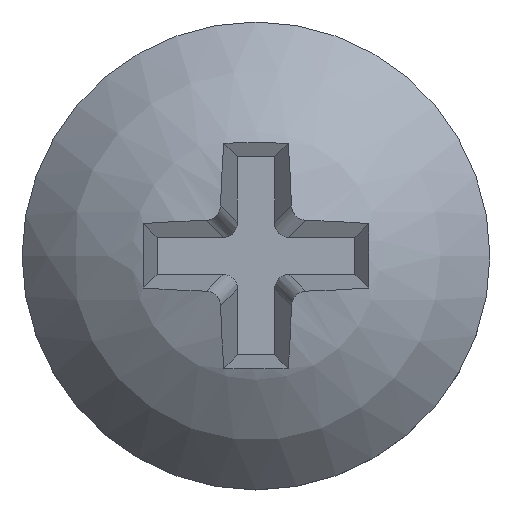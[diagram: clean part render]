
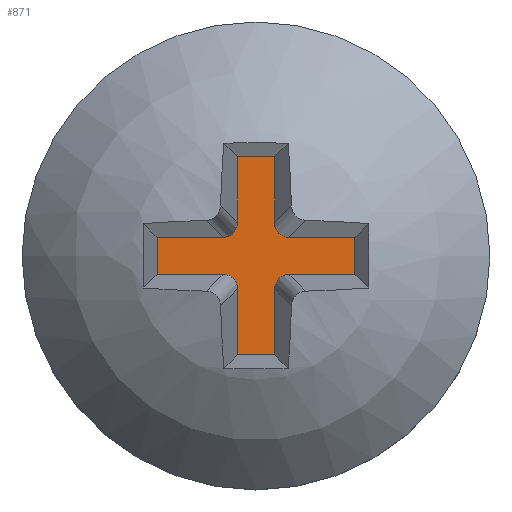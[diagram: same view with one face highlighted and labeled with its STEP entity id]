
A CAD part, top view. The second image highlights one B-rep face of the part: STEP entity #871.
In plain terms, the highlighted planar face has unit normal (0, 0, 1).
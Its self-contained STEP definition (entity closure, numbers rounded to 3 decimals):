
#369 = EDGE_CURVE('',#370,#372,#374,.T.);
#370 = VERTEX_POINT('',#371);
#371 = CARTESIAN_POINT('',(-0.677,0.127,3.95));
#372 = VERTEX_POINT('',#373);
#373 = CARTESIAN_POINT('',(-0.225,0.127,3.95));
#374 = LINE('',#375,#376);
#375 = CARTESIAN_POINT('',(-0.8,0.127,3.95));
#376 = VECTOR('',#377,1.);
#377 = DIRECTION('',(1.,0.,0.));
#403 = VERTEX_POINT('',#404);
#404 = CARTESIAN_POINT('',(-0.127,0.225,3.95));
#412 = EDGE_CURVE('',#372,#403,#413,.T.);
#413 = B_SPLINE_CURVE_WITH_KNOTS('',7,(#414,#415,#416,#417,#418,#419,
    #420,#421,#422,#423,#424,#425,#426,#427),.UNSPECIFIED.,.F.,.F.,(8,6,
    8),(0.,0.499,1.),.UNSPECIFIED.);
#414 = CARTESIAN_POINT('',(-0.225,0.127,3.95));
#415 = CARTESIAN_POINT('',(-0.215,0.127,3.95));
#416 = CARTESIAN_POINT('',(-0.204,0.128,3.95));
#417 = CARTESIAN_POINT('',(-0.194,0.13,3.95));
#418 = CARTESIAN_POINT('',(-0.183,0.134,3.95));
#419 = CARTESIAN_POINT('',(-0.173,0.14,3.95));
#420 = CARTESIAN_POINT('',(-0.164,0.147,3.95));
#421 = CARTESIAN_POINT('',(-0.147,0.163,3.95));
#422 = CARTESIAN_POINT('',(-0.14,0.173,3.95));
#423 = CARTESIAN_POINT('',(-0.134,0.183,3.95));
#424 = CARTESIAN_POINT('',(-0.13,0.194,3.95));
#425 = CARTESIAN_POINT('',(-0.128,0.204,3.95));
#426 = CARTESIAN_POINT('',(-0.127,0.215,3.95));
#427 = CARTESIAN_POINT('',(-0.127,0.225,3.95));
#450 = VERTEX_POINT('',#451);
#451 = CARTESIAN_POINT('',(-0.677,-0.127,3.95));
#459 = EDGE_CURVE('',#450,#370,#460,.T.);
#460 = LINE('',#461,#462);
#461 = CARTESIAN_POINT('',(-0.677,-0.25,3.95));
#462 = VECTOR('',#463,1.);
#463 = DIRECTION('',(0.,1.,0.));
#475 = VERTEX_POINT('',#476);
#476 = CARTESIAN_POINT('',(-0.127,0.677,3.95));
#481 = EDGE_CURVE('',#475,#403,#482,.T.);
#482 = LINE('',#483,#484);
#483 = CARTESIAN_POINT('',(-0.127,0.8,3.95));
#484 = VECTOR('',#485,1.);
#485 = DIRECTION('',(0.,-1.,0.));
#498 = VERTEX_POINT('',#499);
#499 = CARTESIAN_POINT('',(0.127,0.677,3.95));
#504 = EDGE_CURVE('',#498,#475,#505,.T.);
#505 = LINE('',#506,#507);
#506 = CARTESIAN_POINT('',(0.25,0.677,3.95));
#507 = VECTOR('',#508,1.);
#508 = DIRECTION('',(-1.,0.,0.));
#546 = VERTEX_POINT('',#547);
#547 = CARTESIAN_POINT('',(0.127,0.225,3.95));
#555 = EDGE_CURVE('',#546,#498,#556,.T.);
#556 = LINE('',#557,#558);
#557 = CARTESIAN_POINT('',(0.127,0.25,3.95));
#558 = VECTOR('',#559,1.);
#559 = DIRECTION('',(0.,1.,0.));
#572 = VERTEX_POINT('',#573);
#573 = CARTESIAN_POINT('',(0.225,0.127,3.95));
#581 = EDGE_CURVE('',#546,#572,#582,.T.);
#582 = B_SPLINE_CURVE_WITH_KNOTS('',7,(#583,#584,#585,#586,#587,#588,
    #589,#590,#591,#592,#593,#594,#595,#596),.UNSPECIFIED.,.F.,.F.,(8,6,
    8),(0.,0.499,1.),.UNSPECIFIED.);
#583 = CARTESIAN_POINT('',(0.127,0.225,3.95));
#584 = CARTESIAN_POINT('',(0.127,0.215,3.95));
#585 = CARTESIAN_POINT('',(0.128,0.204,3.95));
#586 = CARTESIAN_POINT('',(0.13,0.194,3.95));
#587 = CARTESIAN_POINT('',(0.134,0.183,3.95));
#588 = CARTESIAN_POINT('',(0.14,0.173,3.95));
#589 = CARTESIAN_POINT('',(0.147,0.164,3.95));
#590 = CARTESIAN_POINT('',(0.163,0.147,3.95));
#591 = CARTESIAN_POINT('',(0.173,0.14,3.95));
#592 = CARTESIAN_POINT('',(0.183,0.134,3.95));
#593 = CARTESIAN_POINT('',(0.194,0.13,3.95));
#594 = CARTESIAN_POINT('',(0.204,0.128,3.95));
#595 = CARTESIAN_POINT('',(0.215,0.127,3.95));
#596 = CARTESIAN_POINT('',(0.225,0.127,3.95));
#618 = EDGE_CURVE('',#572,#619,#621,.T.);
#619 = VERTEX_POINT('',#620);
#620 = CARTESIAN_POINT('',(0.677,0.127,3.95));
#621 = LINE('',#622,#623);
#622 = CARTESIAN_POINT('',(0.25,0.127,3.95));
#623 = VECTOR('',#624,1.);
#624 = DIRECTION('',(1.,0.,0.));
#641 = EDGE_CURVE('',#642,#450,#644,.T.);
#642 = VERTEX_POINT('',#643);
#643 = CARTESIAN_POINT('',(-0.225,-0.127,3.95));
#644 = LINE('',#645,#646);
#645 = CARTESIAN_POINT('',(-0.25,-0.127,3.95));
#646 = VECTOR('',#647,1.);
#647 = DIRECTION('',(-1.,0.,0.));
#670 = VERTEX_POINT('',#671);
#671 = CARTESIAN_POINT('',(0.677,-0.127,3.95));
#676 = EDGE_CURVE('',#619,#670,#677,.T.);
#677 = LINE('',#678,#679);
#678 = CARTESIAN_POINT('',(0.677,0.25,3.95));
#679 = VECTOR('',#680,1.);
#680 = DIRECTION('',(0.,-1.,0.));
#692 = EDGE_CURVE('',#693,#642,#695,.T.);
#693 = VERTEX_POINT('',#694);
#694 = CARTESIAN_POINT('',(-0.127,-0.225,3.95));
#695 = B_SPLINE_CURVE_WITH_KNOTS('',7,(#696,#697,#698,#699,#700,#701,
    #702,#703,#704,#705,#706,#707,#708,#709),.UNSPECIFIED.,.F.,.F.,(8,6,
    8),(0.,0.499,1.),.UNSPECIFIED.);
#696 = CARTESIAN_POINT('',(-0.127,-0.225,3.95));
#697 = CARTESIAN_POINT('',(-0.127,-0.215,3.95));
#698 = CARTESIAN_POINT('',(-0.128,-0.204,3.95));
#699 = CARTESIAN_POINT('',(-0.13,-0.194,3.95));
#700 = CARTESIAN_POINT('',(-0.134,-0.183,3.95));
#701 = CARTESIAN_POINT('',(-0.14,-0.173,3.95));
#702 = CARTESIAN_POINT('',(-0.147,-0.164,3.95));
#703 = CARTESIAN_POINT('',(-0.163,-0.147,3.95));
#704 = CARTESIAN_POINT('',(-0.173,-0.14,3.95));
#705 = CARTESIAN_POINT('',(-0.183,-0.134,3.95));
#706 = CARTESIAN_POINT('',(-0.194,-0.13,3.95));
#707 = CARTESIAN_POINT('',(-0.204,-0.128,3.95));
#708 = CARTESIAN_POINT('',(-0.215,-0.127,3.95));
#709 = CARTESIAN_POINT('',(-0.225,-0.127,3.95));
#738 = EDGE_CURVE('',#670,#739,#741,.T.);
#739 = VERTEX_POINT('',#740);
#740 = CARTESIAN_POINT('',(0.225,-0.127,3.95));
#741 = LINE('',#742,#743);
#742 = CARTESIAN_POINT('',(0.8,-0.127,3.95));
#743 = VECTOR('',#744,1.);
#744 = DIRECTION('',(-1.,0.,0.));
#766 = EDGE_CURVE('',#693,#767,#769,.T.);
#767 = VERTEX_POINT('',#768);
#768 = CARTESIAN_POINT('',(-0.127,-0.677,3.95));
#769 = LINE('',#770,#771);
#770 = CARTESIAN_POINT('',(-0.127,-0.25,3.95));
#771 = VECTOR('',#772,1.);
#772 = DIRECTION('',(0.,-1.,0.));
#789 = VERTEX_POINT('',#790);
#790 = CARTESIAN_POINT('',(0.127,-0.225,3.95));
#798 = EDGE_CURVE('',#739,#789,#799,.T.);
#799 = B_SPLINE_CURVE_WITH_KNOTS('',7,(#800,#801,#802,#803,#804,#805,
    #806,#807,#808,#809,#810,#811,#812,#813),.UNSPECIFIED.,.F.,.F.,(8,6,
    8),(0.,0.499,1.),.UNSPECIFIED.);
#800 = CARTESIAN_POINT('',(0.225,-0.127,3.95));
#801 = CARTESIAN_POINT('',(0.215,-0.127,3.95));
#802 = CARTESIAN_POINT('',(0.204,-0.128,3.95));
#803 = CARTESIAN_POINT('',(0.194,-0.13,3.95));
#804 = CARTESIAN_POINT('',(0.183,-0.134,3.95));
#805 = CARTESIAN_POINT('',(0.173,-0.14,3.95));
#806 = CARTESIAN_POINT('',(0.164,-0.147,3.95));
#807 = CARTESIAN_POINT('',(0.147,-0.163,3.95));
#808 = CARTESIAN_POINT('',(0.14,-0.173,3.95));
#809 = CARTESIAN_POINT('',(0.134,-0.183,3.95));
#810 = CARTESIAN_POINT('',(0.13,-0.194,3.95));
#811 = CARTESIAN_POINT('',(0.128,-0.204,3.95));
#812 = CARTESIAN_POINT('',(0.127,-0.215,3.95));
#813 = CARTESIAN_POINT('',(0.127,-0.225,3.95));
#837 = EDGE_CURVE('',#767,#838,#840,.T.);
#838 = VERTEX_POINT('',#839);
#839 = CARTESIAN_POINT('',(0.127,-0.677,3.95));
#840 = LINE('',#841,#842);
#841 = CARTESIAN_POINT('',(-0.25,-0.677,3.95));
#842 = VECTOR('',#843,1.);
#843 = DIRECTION('',(1.,0.,0.));
#860 = EDGE_CURVE('',#838,#789,#861,.T.);
#861 = LINE('',#862,#863);
#862 = CARTESIAN_POINT('',(0.127,-0.8,3.95));
#863 = VECTOR('',#864,1.);
#864 = DIRECTION('',(0.,1.,0.));
#871 = ADVANCED_FACE('',(#872),#890,.F.);
#872 = FACE_BOUND('',#873,.F.);
#873 = EDGE_LOOP('',(#874,#875,#876,#877,#878,#879,#880,#881,#882,#883,
    #884,#885,#886,#887,#888,#889));
#874 = ORIENTED_EDGE('',*,*,#641,.T.);
#875 = ORIENTED_EDGE('',*,*,#459,.T.);
#876 = ORIENTED_EDGE('',*,*,#369,.T.);
#877 = ORIENTED_EDGE('',*,*,#412,.T.);
#878 = ORIENTED_EDGE('',*,*,#481,.F.);
#879 = ORIENTED_EDGE('',*,*,#504,.F.);
#880 = ORIENTED_EDGE('',*,*,#555,.F.);
#881 = ORIENTED_EDGE('',*,*,#581,.T.);
#882 = ORIENTED_EDGE('',*,*,#618,.T.);
#883 = ORIENTED_EDGE('',*,*,#676,.T.);
#884 = ORIENTED_EDGE('',*,*,#738,.T.);
#885 = ORIENTED_EDGE('',*,*,#798,.T.);
#886 = ORIENTED_EDGE('',*,*,#860,.F.);
#887 = ORIENTED_EDGE('',*,*,#837,.F.);
#888 = ORIENTED_EDGE('',*,*,#766,.F.);
#889 = ORIENTED_EDGE('',*,*,#692,.T.);
#890 = PLANE('',#891);
#891 = AXIS2_PLACEMENT_3D('',#892,#893,#894);
#892 = CARTESIAN_POINT('',(-0.127,-0.127,3.95));
#893 = DIRECTION('',(0.,0.,-1.));
#894 = DIRECTION('',(0.301,0.954,0.));
